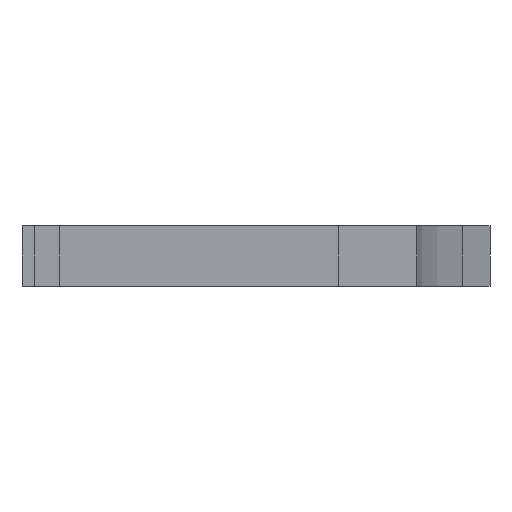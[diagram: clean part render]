
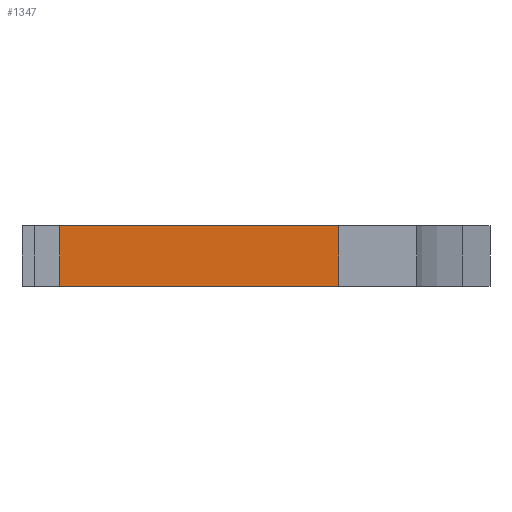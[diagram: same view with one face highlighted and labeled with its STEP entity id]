
A CAD part, left-side view. The second image highlights one B-rep face of the part: STEP entity #1347.
In plain terms, the highlighted planar face has unit normal (-1, 0, 0).
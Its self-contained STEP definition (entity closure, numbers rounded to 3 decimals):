
#32 = PLANE ( 'NONE',  #2981 ) ;
#66 = CARTESIAN_POINT ( 'NONE',  ( -11.75, 10.75, -2. ) ) ;
#300 = ORIENTED_EDGE ( 'NONE', *, *, #1409, .F. ) ;
#525 = EDGE_LOOP ( 'NONE', ( #2717, #1364, #300, #2358 ) ) ;
#730 = VECTOR ( 'NONE', #1246, 1000. ) ;
#918 = VERTEX_POINT ( 'NONE', #2287 ) ;
#933 = VERTEX_POINT ( 'NONE', #1573 ) ;
#1213 = FACE_OUTER_BOUND ( 'NONE', #525, .T. ) ;
#1246 = DIRECTION ( 'NONE',  ( 0., 0., 1. ) ) ;
#1270 = LINE ( 'NONE', #2544, #2581 ) ;
#1339 = DIRECTION ( 'NONE',  ( 0., -1., 0. ) ) ;
#1347 = ADVANCED_FACE ( 'NONE', ( #1213 ), #32, .T. ) ;
#1364 = ORIENTED_EDGE ( 'NONE', *, *, #2793, .F. ) ;
#1403 = LINE ( 'NONE', #2367, #3038 ) ;
#1409 = EDGE_CURVE ( 'NONE', #2495, #918, #2444, .T. ) ;
#1436 = VECTOR ( 'NONE', #2853, 1000. ) ;
#1573 = CARTESIAN_POINT ( 'NONE',  ( -11.75, -44.75, 10. ) ) ;
#1613 = CARTESIAN_POINT ( 'NONE',  ( -11.75, -44.75, -2. ) ) ;
#1946 = DIRECTION ( 'NONE',  ( 0., -1., 0. ) ) ;
#1955 = DIRECTION ( 'NONE',  ( 0., 0., 1. ) ) ;
#1972 = DIRECTION ( 'NONE',  ( -1., 0., 0. ) ) ;
#2075 = CARTESIAN_POINT ( 'NONE',  ( -11.75, 10.75, -2. ) ) ;
#2140 = LINE ( 'NONE', #1613, #1436 ) ;
#2287 = CARTESIAN_POINT ( 'NONE',  ( -11.75, 10.75, 10. ) ) ;
#2358 = ORIENTED_EDGE ( 'NONE', *, *, #2575, .T. ) ;
#2367 = CARTESIAN_POINT ( 'NONE',  ( -11.75, 10.75, -2. ) ) ;
#2432 = CARTESIAN_POINT ( 'NONE',  ( -11.75, -44.75, -2. ) ) ;
#2444 = LINE ( 'NONE', #2462, #730 ) ;
#2462 = CARTESIAN_POINT ( 'NONE',  ( -11.75, 10.75, -2. ) ) ;
#2495 = VERTEX_POINT ( 'NONE', #2075 ) ;
#2544 = CARTESIAN_POINT ( 'NONE',  ( -11.75, 10.75, 10. ) ) ;
#2575 = EDGE_CURVE ( 'NONE', #2495, #2802, #1403, .T. ) ;
#2581 = VECTOR ( 'NONE', #1339, 1000. ) ;
#2717 = ORIENTED_EDGE ( 'NONE', *, *, #2931, .T. ) ;
#2793 = EDGE_CURVE ( 'NONE', #918, #933, #1270, .T. ) ;
#2802 = VERTEX_POINT ( 'NONE', #2432 ) ;
#2853 = DIRECTION ( 'NONE',  ( 0., 0., 1. ) ) ;
#2931 = EDGE_CURVE ( 'NONE', #2802, #933, #2140, .T. ) ;
#2981 = AXIS2_PLACEMENT_3D ( 'NONE', #66, #1972, #1955 ) ;
#3038 = VECTOR ( 'NONE', #1946, 1000. ) ;
